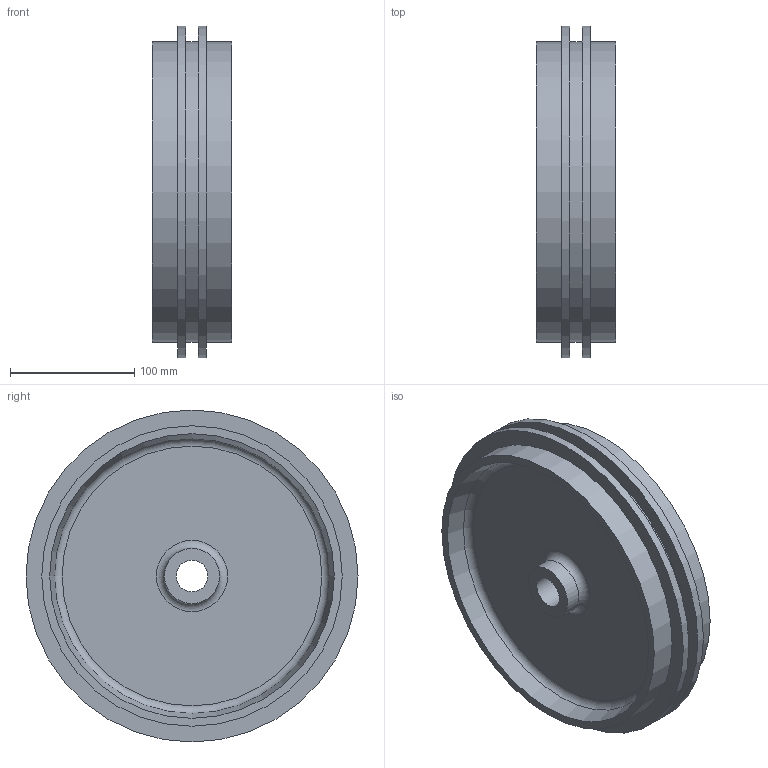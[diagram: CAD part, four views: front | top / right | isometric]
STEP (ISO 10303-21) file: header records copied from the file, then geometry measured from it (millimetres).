
FILE_DESCRIPTION( ( '' ), ' ' );
FILE_NAME( '5d356942bc70dd14fd405297.step', '2019-07-22T07:44:02', ( '' ), ( '' ), ' ', ' ', ' ' );
FILE_SCHEMA( ( 'AUTOMOTIVE_DESIGN { 1 0 10303 214 1 1 1 1 }' ) );
Length unit declared in the file: metre
Products named in the file (1): Part 16
Bounding box: 63.5 x 266.7 x 266.7 mm (x, y, z)
Volume: 1573342.3 mm3; surface area: 208334.6 mm2
Topology: 1 solids, 1 shells, 24 faces, 42 edges, 28 vertices
Faces by surface type: plane 10, cylinder 8, torus 4, cone 2
Full cylindrical faces by diameter (mm): 25.4 x1, 44.45 x2, 241.3 x3, 266.7 x2
Entity records: 696 total; most frequent: DIRECTION 98, CARTESIAN_POINT 73, AXIS2_PLACEMENT_3D 49, EDGE_LOOP 48, ORIENTED_EDGE 48, FACE_OUTER_BOUND 36, STYLED_ITEM 24, PRESENTATION_STYLE_ASSIGNMENT 24
